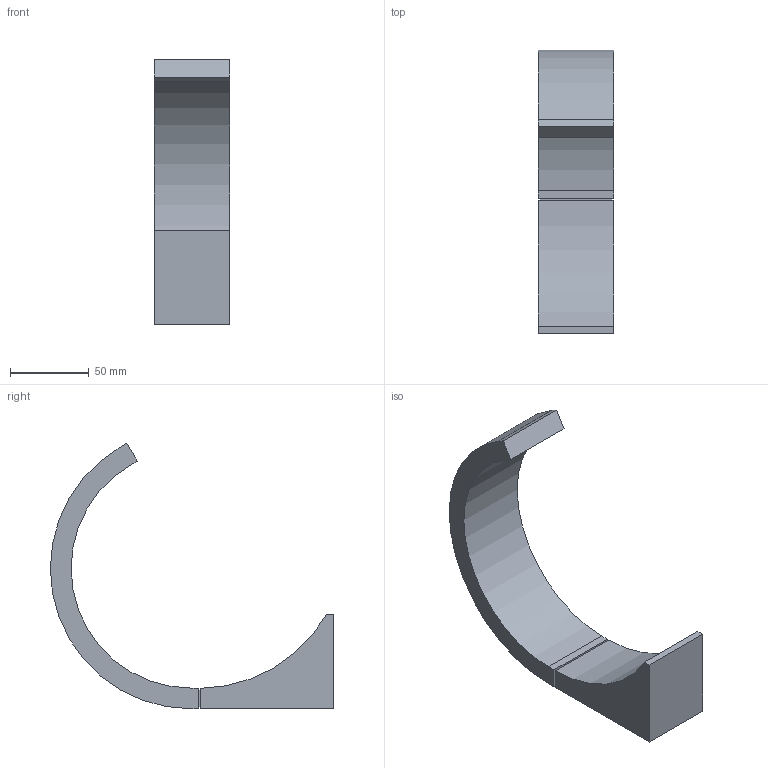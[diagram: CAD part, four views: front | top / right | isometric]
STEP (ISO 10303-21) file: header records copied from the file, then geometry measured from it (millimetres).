
FILE_DESCRIPTION (( 'STEP AP214' ), '1' );
FILE_NAME ('13715811.STEP', '2020-06-29T07:31:26', ( '' ), ( '' ), 'SwSTEP 2.0', 'SolidWorks 2017', '' );
FILE_SCHEMA (( 'AUTOMOTIVE_DESIGN' ));
Length unit declared in the file: millimetre
Products named in the file (3): 13715811; Planungsmodell_Auslauf-+-09.11.70.012-1; Planungsmodell_Koerper-+-09.19.70.006.90-1
Assembly tree (2 placements, depth 2):
  13715811
    Planungsmodell_Koerper-+-09.19.70.006.90-1
    Planungsmodell_Auslauf-+-09.11.70.012-1
Bounding box: 48 x 180.3 x 169 mm (x, y, z)
Volume: 260522.2 mm3; surface area: 46414.1 mm2
Topology: 2 solids, 2 shells, 22 faces, 51 edges, 34 vertices
Faces by surface type: plane 19, cylinder 3
Entity records: 731 total; most frequent: CARTESIAN_POINT 112, DIRECTION 111, ORIENTED_EDGE 102, EDGE_CURVE 51, VECTOR 45, LINE 45, VERTEX_POINT 34, AXIS2_PLACEMENT_3D 33
